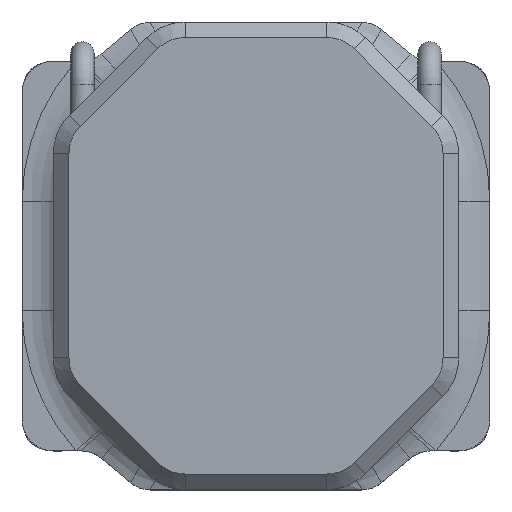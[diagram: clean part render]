
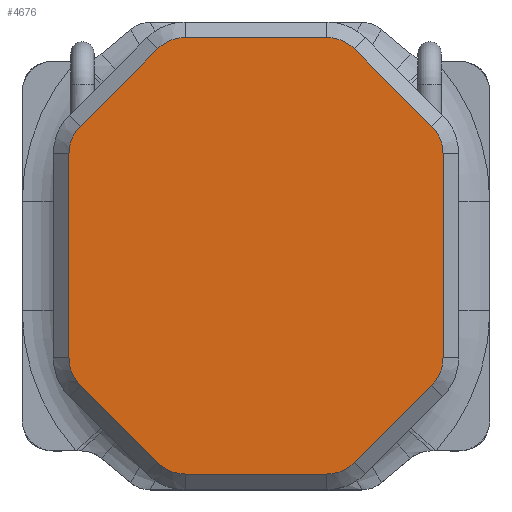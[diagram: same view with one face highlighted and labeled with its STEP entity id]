
A CAD part, top view. The second image highlights one B-rep face of the part: STEP entity #4676.
In plain terms, the highlighted planar face has unit normal (0, 0, 1).
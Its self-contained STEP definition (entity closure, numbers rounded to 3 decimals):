
#144=PLANE('',#4988);
#411=LINE('',#8264,#742);
#412=LINE('',#8268,#743);
#413=LINE('',#8272,#744);
#414=LINE('',#8276,#745);
#415=LINE('',#8280,#746);
#416=LINE('',#8284,#747);
#417=LINE('',#8288,#748);
#418=LINE('',#8292,#749);
#742=VECTOR('',#5709,1000.);
#743=VECTOR('',#5712,1000.);
#744=VECTOR('',#5715,1000.);
#745=VECTOR('',#5718,1000.);
#746=VECTOR('',#5721,1000.);
#747=VECTOR('',#5724,1000.);
#748=VECTOR('',#5727,1000.);
#749=VECTOR('',#5730,1000.);
#974=FACE_OUTER_BOUND('',#1210,.T.);
#1210=EDGE_LOOP('',(#3502,#3503,#3504,#3505,#3506,#3507,#3508,#3509,#3510,
#3511,#3512,#3513,#3514,#3515,#3516,#3517));
#1480=CIRCLE('',#4989,0.25);
#1481=CIRCLE('',#4990,0.25);
#1482=CIRCLE('',#4991,0.25);
#1483=CIRCLE('',#4992,0.25);
#1484=CIRCLE('',#4993,0.25);
#1485=CIRCLE('',#4994,0.25);
#1486=CIRCLE('',#4995,0.25);
#1487=CIRCLE('',#4996,0.25);
#2109=VERTEX_POINT('',#8262);
#2110=VERTEX_POINT('',#8263);
#2111=VERTEX_POINT('',#8265);
#2112=VERTEX_POINT('',#8267);
#2113=VERTEX_POINT('',#8269);
#2114=VERTEX_POINT('',#8271);
#2115=VERTEX_POINT('',#8273);
#2116=VERTEX_POINT('',#8275);
#2117=VERTEX_POINT('',#8277);
#2118=VERTEX_POINT('',#8279);
#2119=VERTEX_POINT('',#8281);
#2120=VERTEX_POINT('',#8283);
#2121=VERTEX_POINT('',#8285);
#2122=VERTEX_POINT('',#8287);
#2123=VERTEX_POINT('',#8289);
#2124=VERTEX_POINT('',#8291);
#2682=EDGE_CURVE('',#2109,#2110,#411,.T.);
#2683=EDGE_CURVE('',#2110,#2111,#1480,.T.);
#2684=EDGE_CURVE('',#2111,#2112,#412,.T.);
#2685=EDGE_CURVE('',#2112,#2113,#1481,.T.);
#2686=EDGE_CURVE('',#2113,#2114,#413,.T.);
#2687=EDGE_CURVE('',#2114,#2115,#1482,.T.);
#2688=EDGE_CURVE('',#2115,#2116,#414,.T.);
#2689=EDGE_CURVE('',#2116,#2117,#1483,.T.);
#2690=EDGE_CURVE('',#2117,#2118,#415,.T.);
#2691=EDGE_CURVE('',#2118,#2119,#1484,.T.);
#2692=EDGE_CURVE('',#2119,#2120,#416,.T.);
#2693=EDGE_CURVE('',#2120,#2121,#1485,.T.);
#2694=EDGE_CURVE('',#2121,#2122,#417,.T.);
#2695=EDGE_CURVE('',#2122,#2123,#1486,.T.);
#2696=EDGE_CURVE('',#2123,#2124,#418,.T.);
#2697=EDGE_CURVE('',#2124,#2109,#1487,.T.);
#3502=ORIENTED_EDGE('',*,*,#2682,.T.);
#3503=ORIENTED_EDGE('',*,*,#2683,.T.);
#3504=ORIENTED_EDGE('',*,*,#2684,.T.);
#3505=ORIENTED_EDGE('',*,*,#2685,.T.);
#3506=ORIENTED_EDGE('',*,*,#2686,.T.);
#3507=ORIENTED_EDGE('',*,*,#2687,.T.);
#3508=ORIENTED_EDGE('',*,*,#2688,.T.);
#3509=ORIENTED_EDGE('',*,*,#2689,.T.);
#3510=ORIENTED_EDGE('',*,*,#2690,.T.);
#3511=ORIENTED_EDGE('',*,*,#2691,.T.);
#3512=ORIENTED_EDGE('',*,*,#2692,.T.);
#3513=ORIENTED_EDGE('',*,*,#2693,.T.);
#3514=ORIENTED_EDGE('',*,*,#2694,.T.);
#3515=ORIENTED_EDGE('',*,*,#2695,.T.);
#3516=ORIENTED_EDGE('',*,*,#2696,.T.);
#3517=ORIENTED_EDGE('',*,*,#2697,.T.);
#4676=ADVANCED_FACE('',(#974),#144,.T.);
#4988=AXIS2_PLACEMENT_3D('',#8261,#5707,#5708);
#4989=AXIS2_PLACEMENT_3D('',#8266,#5710,#5711);
#4990=AXIS2_PLACEMENT_3D('',#8270,#5713,#5714);
#4991=AXIS2_PLACEMENT_3D('',#8274,#5716,#5717);
#4992=AXIS2_PLACEMENT_3D('',#8278,#5719,#5720);
#4993=AXIS2_PLACEMENT_3D('',#8282,#5722,#5723);
#4994=AXIS2_PLACEMENT_3D('',#8286,#5725,#5726);
#4995=AXIS2_PLACEMENT_3D('',#8290,#5728,#5729);
#4996=AXIS2_PLACEMENT_3D('',#8293,#5731,#5732);
#5707=DIRECTION('center_axis',(0.,0.,1.));
#5708=DIRECTION('ref_axis',(1.,0.,0.));
#5709=DIRECTION('',(-0.707,-0.707,0.));
#5710=DIRECTION('center_axis',(0.,0.,1.));
#5711=DIRECTION('ref_axis',(1.,0.,0.));
#5712=DIRECTION('',(0.,-1.,0.));
#5713=DIRECTION('center_axis',(0.,0.,1.));
#5714=DIRECTION('ref_axis',(1.,0.,0.));
#5715=DIRECTION('',(0.707,-0.707,0.));
#5716=DIRECTION('center_axis',(0.,0.,1.));
#5717=DIRECTION('ref_axis',(1.,0.,0.));
#5718=DIRECTION('',(1.,0.,0.));
#5719=DIRECTION('center_axis',(0.,0.,1.));
#5720=DIRECTION('ref_axis',(1.,0.,0.));
#5721=DIRECTION('',(0.707,0.707,0.));
#5722=DIRECTION('center_axis',(0.,0.,1.));
#5723=DIRECTION('ref_axis',(1.,0.,0.));
#5724=DIRECTION('',(0.,1.,0.));
#5725=DIRECTION('center_axis',(0.,0.,1.));
#5726=DIRECTION('ref_axis',(1.,0.,0.));
#5727=DIRECTION('',(-0.707,0.707,0.));
#5728=DIRECTION('center_axis',(0.,0.,1.));
#5729=DIRECTION('ref_axis',(1.,0.,0.));
#5730=DIRECTION('',(-1.,0.,0.));
#5731=DIRECTION('center_axis',(0.,0.,1.));
#5732=DIRECTION('ref_axis',(1.,0.,0.));
#8261=CARTESIAN_POINT('Origin',(0.,0.,1.51));
#8262=CARTESIAN_POINT('',(-0.632,1.327,1.51));
#8263=CARTESIAN_POINT('',(-1.127,0.832,1.51));
#8264=CARTESIAN_POINT('',(-0.979,0.979,1.51));
#8265=CARTESIAN_POINT('',(-1.2,0.655,1.51));
#8266=CARTESIAN_POINT('Origin',(-0.95,0.655,1.51));
#8267=CARTESIAN_POINT('',(-1.2,-0.655,1.51));
#8268=CARTESIAN_POINT('',(-1.2,-0.655,1.51));
#8269=CARTESIAN_POINT('',(-1.127,-0.832,1.51));
#8270=CARTESIAN_POINT('Origin',(-0.95,-0.655,1.51));
#8271=CARTESIAN_POINT('',(-0.632,-1.327,1.51));
#8272=CARTESIAN_POINT('',(-0.979,-0.979,1.51));
#8273=CARTESIAN_POINT('',(-0.455,-1.4,1.51));
#8274=CARTESIAN_POINT('Origin',(-0.455,-1.15,1.51));
#8275=CARTESIAN_POINT('',(0.455,-1.4,1.51));
#8276=CARTESIAN_POINT('',(0.455,-1.4,1.51));
#8277=CARTESIAN_POINT('',(0.632,-1.327,1.51));
#8278=CARTESIAN_POINT('Origin',(0.455,-1.15,1.51));
#8279=CARTESIAN_POINT('',(1.127,-0.832,1.51));
#8280=CARTESIAN_POINT('',(0.979,-0.979,1.51));
#8281=CARTESIAN_POINT('',(1.2,-0.655,1.51));
#8282=CARTESIAN_POINT('Origin',(0.95,-0.655,1.51));
#8283=CARTESIAN_POINT('',(1.2,0.655,1.51));
#8284=CARTESIAN_POINT('',(1.2,0.655,1.51));
#8285=CARTESIAN_POINT('',(1.127,0.832,1.51));
#8286=CARTESIAN_POINT('Origin',(0.95,0.655,1.51));
#8287=CARTESIAN_POINT('',(0.632,1.327,1.51));
#8288=CARTESIAN_POINT('',(0.979,0.979,1.51));
#8289=CARTESIAN_POINT('',(0.455,1.4,1.51));
#8290=CARTESIAN_POINT('Origin',(0.455,1.15,1.51));
#8291=CARTESIAN_POINT('',(-0.455,1.4,1.51));
#8292=CARTESIAN_POINT('',(-0.455,1.4,1.51));
#8293=CARTESIAN_POINT('Origin',(-0.455,1.15,1.51));
